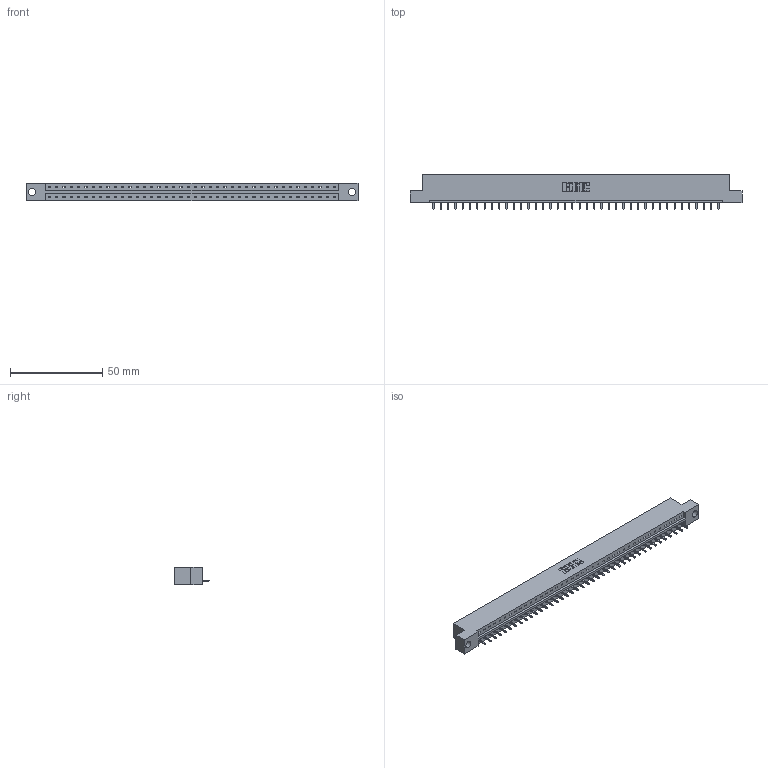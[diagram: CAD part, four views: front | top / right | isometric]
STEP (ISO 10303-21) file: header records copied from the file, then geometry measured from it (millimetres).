
FILE_DESCRIPTION (( 'STEP AP203' ), '1' );
FILE_NAME ('833-040-521-104.STEP', '2020-06-03T15:59:10', ( '' ), ( '' ), 'SwSTEP 2.0', 'SolidWorks 2020', '' );
FILE_SCHEMA (( 'CONFIG_CONTROL_DESIGN' ));
Length unit declared in the file: inch
Products named in the file (3): 345-292-001_345-293-121; 833-040-521-104; 833 Part_Flush - .156 Dia - TH
Assembly tree (41 placements, depth 2):
  833-040-521-104
    833 Part_Flush - .156 Dia - TH
    345-292-001_345-293-121  x40
Bounding box: 180.04 x 19.06 x 9.4 mm (x, y, z)
Volume: 17897.8 mm3; surface area: 18675.4 mm2
Topology: 41 solids, 41 shells, 2434 faces, 7351 edges, 4846 vertices
Faces by surface type: plane 1750, cylinder 684
Entity records: 24733 total; most frequent: CARTESIAN_POINT 4274, ORIENTED_EDGE 4250, DIRECTION 3609, EDGE_CURVE 2125, LINE 1997, VECTOR 1997, VERTEX_POINT 1414, AXIS2_PLACEMENT_3D 806
